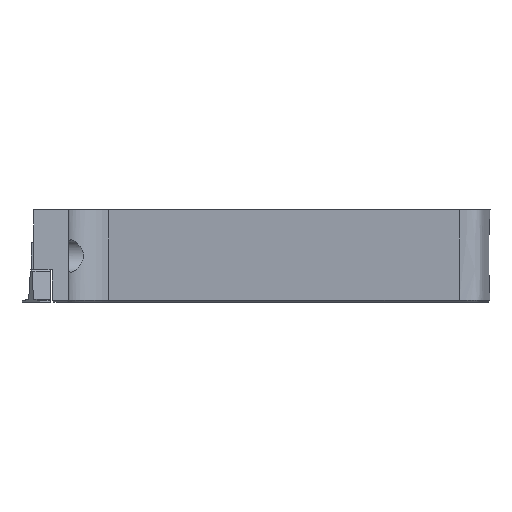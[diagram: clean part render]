
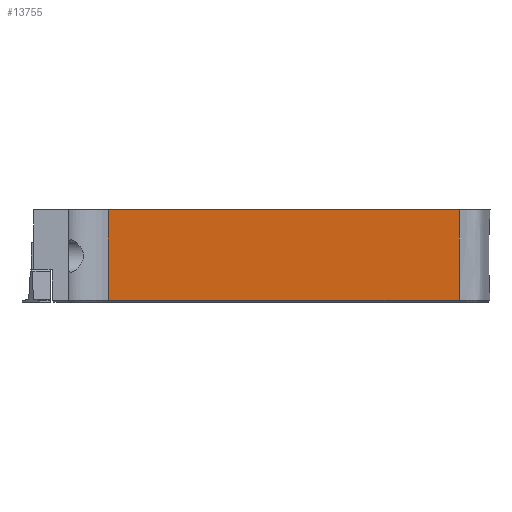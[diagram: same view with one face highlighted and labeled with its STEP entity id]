
A CAD part, front view. The second image highlights one B-rep face of the part: STEP entity #13755.
In plain terms, the highlighted planar face has unit normal (-0.086, -0.996, 0).
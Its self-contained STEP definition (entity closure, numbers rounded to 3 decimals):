
#904=PLANE('',#14799);
#1583=FACE_OUTER_BOUND('',#2306,.T.);
#2306=EDGE_LOOP('',(#12405,#12406,#12407,#12408));
#2514=B_SPLINE_CURVE_WITH_KNOTS('',3,(#23191,#23192,#23193,#23194),
 .UNSPECIFIED.,.F.,.F.,(4,4),(0.04,2.),.UNSPECIFIED.);
#3860=LINE('',#22905,#5466);
#3878=LINE('',#23197,#5484);
#3879=LINE('',#23198,#5485);
#5466=VECTOR('',#18010,10.);
#5484=VECTOR('',#18046,10.);
#5485=VECTOR('',#18047,10.);
#6933=VERTEX_POINT('',#22895);
#6936=VERTEX_POINT('',#22903);
#6950=VERTEX_POINT('',#23174);
#6951=VERTEX_POINT('',#23196);
#8840=EDGE_CURVE('',#6933,#6936,#3860,.T.);
#8868=EDGE_CURVE('',#6936,#6950,#2514,.T.);
#8869=EDGE_CURVE('',#6950,#6951,#3878,.T.);
#8870=EDGE_CURVE('',#6933,#6951,#3879,.T.);
#12405=ORIENTED_EDGE('',*,*,#8840,.T.);
#12406=ORIENTED_EDGE('',*,*,#8868,.T.);
#12407=ORIENTED_EDGE('',*,*,#8869,.T.);
#12408=ORIENTED_EDGE('',*,*,#8870,.F.);
#13755=ADVANCED_FACE('',(#1583),#904,.F.);
#14799=AXIS2_PLACEMENT_3D('',#23195,#18044,#18045);
#18010=DIRECTION('',(0.996,-0.086,0.));
#18044=DIRECTION('center_axis',(0.086,0.996,0.));
#18045=DIRECTION('ref_axis',(-0.996,0.086,0.));
#18046=DIRECTION('',(-0.996,0.086,0.));
#18047=DIRECTION('',(0.,0.,1.));
#22895=CARTESIAN_POINT('',(16.432,-19.602,0.4));
#22903=CARTESIAN_POINT('',(92.501,-26.131,0.4));
#22905=CARTESIAN_POINT('',(71.282,-24.31,0.4));
#23174=CARTESIAN_POINT('',(92.501,-26.131,20.));
#23191=CARTESIAN_POINT('Ctrl Pts',(92.501,-26.131,0.4));
#23192=CARTESIAN_POINT('Ctrl Pts',(92.501,-26.131,6.933));
#23193=CARTESIAN_POINT('Ctrl Pts',(92.501,-26.131,13.467));
#23194=CARTESIAN_POINT('Ctrl Pts',(92.501,-26.131,20.));
#23195=CARTESIAN_POINT('Origin',(96.979,-26.516,0.));
#23196=CARTESIAN_POINT('',(16.432,-19.602,20.));
#23197=CARTESIAN_POINT('',(96.979,-26.516,20.));
#23198=CARTESIAN_POINT('',(16.432,-19.602,0.));
